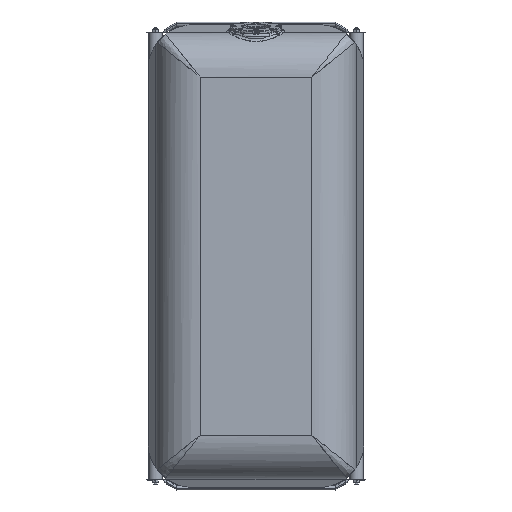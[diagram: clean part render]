
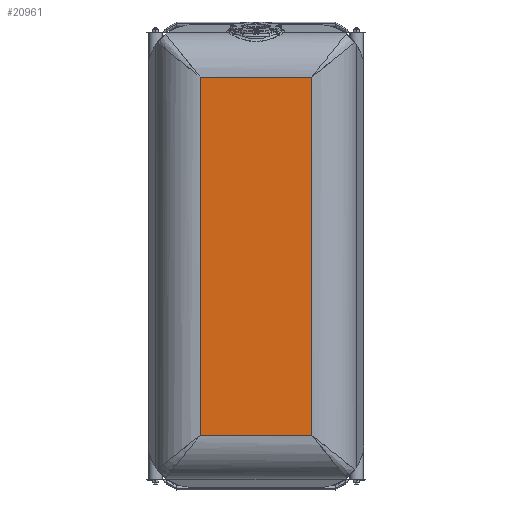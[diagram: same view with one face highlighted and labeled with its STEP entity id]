
A CAD part, front view. The second image highlights one B-rep face of the part: STEP entity #20961.
In plain terms, the highlighted planar face has unit normal (0, -1, 0).
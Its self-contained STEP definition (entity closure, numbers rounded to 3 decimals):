
#567=PLANE('',#22604);
#2641=FACE_OUTER_BOUND('',#3918,.T.);
#3918=EDGE_LOOP('',(#16629,#16630,#16631,#16632));
#5856=LINE('',#39215,#7245);
#6057=LINE('',#44129,#7446);
#6060=LINE('',#44238,#7449);
#6068=LINE('',#44679,#7457);
#7245=VECTOR('',#24788,10.);
#7446=VECTOR('',#25331,10.);
#7449=VECTOR('',#25342,10.);
#7457=VECTOR('',#25364,10.);
#8886=VERTEX_POINT('',#39212);
#8887=VERTEX_POINT('',#39214);
#9226=VERTEX_POINT('',#44128);
#9233=VERTEX_POINT('',#44236);
#11220=EDGE_CURVE('',#8886,#8887,#5856,.T.);
#11724=EDGE_CURVE('',#8887,#9226,#6057,.T.);
#11734=EDGE_CURVE('',#9233,#8886,#6060,.T.);
#11771=EDGE_CURVE('',#9226,#9233,#6068,.T.);
#16629=ORIENTED_EDGE('',*,*,#11220,.F.);
#16630=ORIENTED_EDGE('',*,*,#11734,.F.);
#16631=ORIENTED_EDGE('',*,*,#11771,.F.);
#16632=ORIENTED_EDGE('',*,*,#11724,.F.);
#20961=ADVANCED_FACE('',(#2641),#567,.T.);
#22604=AXIS2_PLACEMENT_3D('',#46018,#25614,#25615);
#24788=DIRECTION('',(1.,0.,0.));
#25331=DIRECTION('',(0.,0.,-1.));
#25342=DIRECTION('',(0.,0.,1.));
#25364=DIRECTION('',(-1.,0.,0.));
#25614=DIRECTION('center_axis',(0.,-1.,0.));
#25615=DIRECTION('ref_axis',(1.,0.,0.));
#39212=CARTESIAN_POINT('',(-186.068,-775.,597.068));
#39214=CARTESIAN_POINT('',(186.068,-775.,597.068));
#39215=CARTESIAN_POINT('',(186.068,-775.,597.068));
#44128=CARTESIAN_POINT('',(186.068,-775.,-597.068));
#44129=CARTESIAN_POINT('',(186.068,-775.,-597.068));
#44236=CARTESIAN_POINT('',(-186.068,-775.,-597.068));
#44238=CARTESIAN_POINT('',(-186.068,-775.,771.));
#44679=CARTESIAN_POINT('',(-186.068,-775.,-597.068));
#46018=CARTESIAN_POINT('Origin',(-360.,-775.,0.));
